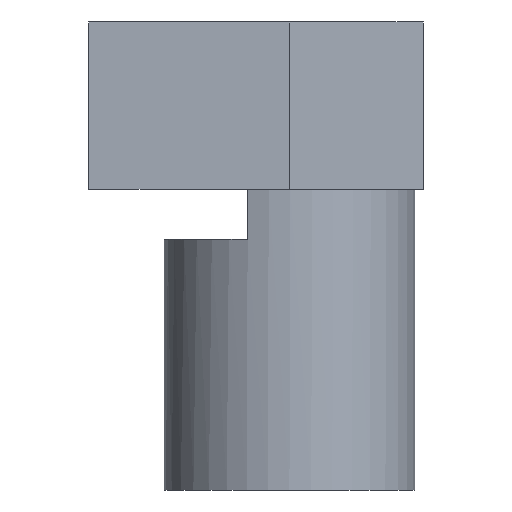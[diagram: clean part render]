
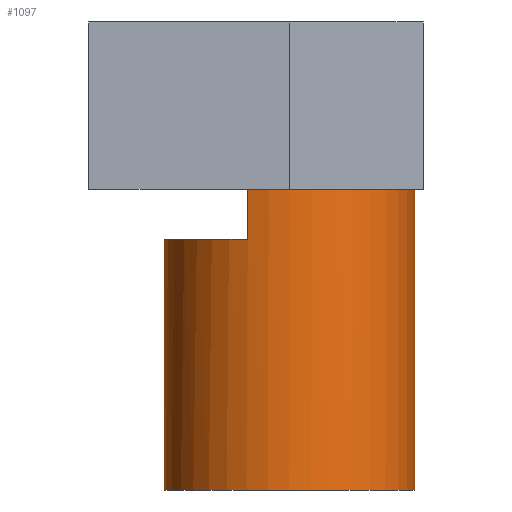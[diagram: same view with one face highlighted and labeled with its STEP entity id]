
A CAD part, left-side view. The second image highlights one B-rep face of the part: STEP entity #1097.
In plain terms, the highlighted cylindrical face has radius 7.5 mm (diameter 15 mm), a full revolution.
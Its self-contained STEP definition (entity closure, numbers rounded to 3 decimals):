
#44 = PLANE('',#45);
#45 = AXIS2_PLACEMENT_3D('',#46,#47,#48);
#46 = CARTESIAN_POINT('',(22.,10.,0.));
#47 = DIRECTION('',(-0.,-0.,-1.));
#48 = DIRECTION('',(-1.,0.,0.));
#272 = EDGE_CURVE('',#273,#275,#277,.T.);
#273 = VERTEX_POINT('',#274);
#274 = CARTESIAN_POINT('',(29.5,8.,0.));
#275 = VERTEX_POINT('',#276);
#276 = CARTESIAN_POINT('',(14.929,10.5,0.));
#277 = SURFACE_CURVE('',#278,(#283,#290),.PCURVE_S1.);
#278 = CIRCLE('',#279,7.5);
#279 = AXIS2_PLACEMENT_3D('',#280,#281,#282);
#280 = CARTESIAN_POINT('',(22.,8.,0.));
#281 = DIRECTION('',(0.,0.,-1.));
#282 = DIRECTION('',(1.,0.,0.));
#283 = PCURVE('',#44,#284);
#284 = DEFINITIONAL_REPRESENTATION('',(#285),#289);
#285 = CIRCLE('',#286,7.5);
#286 = AXIS2_PLACEMENT_2D('',#287,#288);
#287 = CARTESIAN_POINT('',(0.,-2.));
#288 = DIRECTION('',(-1.,0.));
#289 = ( GEOMETRIC_REPRESENTATION_CONTEXT(2) 
PARAMETRIC_REPRESENTATION_CONTEXT() REPRESENTATION_CONTEXT('2D SPACE',''
  ) );
#290 = PCURVE('',#291,#296);
#291 = CYLINDRICAL_SURFACE('',#292,7.5);
#292 = AXIS2_PLACEMENT_3D('',#293,#294,#295);
#293 = CARTESIAN_POINT('',(22.,8.,0.));
#294 = DIRECTION('',(0.,0.,1.));
#295 = DIRECTION('',(1.,0.,0.));
#296 = DEFINITIONAL_REPRESENTATION('',(#297),#301);
#297 = LINE('',#298,#299);
#298 = CARTESIAN_POINT('',(-0.,0.));
#299 = VECTOR('',#300,1.);
#300 = DIRECTION('',(-1.,0.));
#301 = ( GEOMETRIC_REPRESENTATION_CONTEXT(2) 
PARAMETRIC_REPRESENTATION_CONTEXT() REPRESENTATION_CONTEXT('2D SPACE',''
  ) );
#303 = EDGE_CURVE('',#304,#273,#306,.T.);
#304 = VERTEX_POINT('',#305);
#305 = CARTESIAN_POINT('',(29.071,10.5,0.));
#306 = SURFACE_CURVE('',#307,(#312,#319),.PCURVE_S1.);
#307 = CIRCLE('',#308,7.5);
#308 = AXIS2_PLACEMENT_3D('',#309,#310,#311);
#309 = CARTESIAN_POINT('',(22.,8.,0.));
#310 = DIRECTION('',(0.,0.,-1.));
#311 = DIRECTION('',(1.,0.,0.));
#312 = PCURVE('',#44,#313);
#313 = DEFINITIONAL_REPRESENTATION('',(#314),#318);
#314 = CIRCLE('',#315,7.5);
#315 = AXIS2_PLACEMENT_2D('',#316,#317);
#316 = CARTESIAN_POINT('',(0.,-2.));
#317 = DIRECTION('',(-1.,0.));
#318 = ( GEOMETRIC_REPRESENTATION_CONTEXT(2) 
PARAMETRIC_REPRESENTATION_CONTEXT() REPRESENTATION_CONTEXT('2D SPACE',''
  ) );
#319 = PCURVE('',#291,#320);
#320 = DEFINITIONAL_REPRESENTATION('',(#321),#325);
#321 = LINE('',#322,#323);
#322 = CARTESIAN_POINT('',(-0.,0.));
#323 = VECTOR('',#324,1.);
#324 = DIRECTION('',(-1.,0.));
#325 = ( GEOMETRIC_REPRESENTATION_CONTEXT(2) 
PARAMETRIC_REPRESENTATION_CONTEXT() REPRESENTATION_CONTEXT('2D SPACE',''
  ) );
#343 = PLANE('',#344);
#344 = AXIS2_PLACEMENT_3D('',#345,#346,#347);
#345 = CARTESIAN_POINT('',(23.093,10.5,-1.5));
#346 = DIRECTION('',(-0.,-1.,-0.));
#347 = DIRECTION('',(0.,0.,-1.));
#398 = PLANE('',#399);
#399 = AXIS2_PLACEMENT_3D('',#400,#401,#402);
#400 = CARTESIAN_POINT('',(23.093,10.5,-1.5));
#401 = DIRECTION('',(-0.,-1.,-0.));
#402 = DIRECTION('',(0.,0.,-1.));
#1097 = ADVANCED_FACE('',(#1098),#291,.T.);
#1098 = FACE_BOUND('',#1099,.F.);
#1099 = EDGE_LOOP('',(#1100,#1101,#1124,#1151,#1152,#1153,#1174,#1203));
#1100 = ORIENTED_EDGE('',*,*,#272,.F.);
#1101 = ORIENTED_EDGE('',*,*,#1102,.T.);
#1102 = EDGE_CURVE('',#273,#1103,#1105,.T.);
#1103 = VERTEX_POINT('',#1104);
#1104 = CARTESIAN_POINT('',(29.5,8.,-18.));
#1105 = SEAM_CURVE('',#1106,(#1110,#1117),.PCURVE_S1.);
#1106 = LINE('',#1107,#1108);
#1107 = CARTESIAN_POINT('',(29.5,8.,0.));
#1108 = VECTOR('',#1109,1.);
#1109 = DIRECTION('',(0.,0.,-1.));
#1110 = PCURVE('',#291,#1111);
#1111 = DEFINITIONAL_REPRESENTATION('',(#1112),#1116);
#1112 = LINE('',#1113,#1114);
#1113 = CARTESIAN_POINT('',(-6.283,0.));
#1114 = VECTOR('',#1115,1.);
#1115 = DIRECTION('',(-0.,-1.));
#1116 = ( GEOMETRIC_REPRESENTATION_CONTEXT(2) 
PARAMETRIC_REPRESENTATION_CONTEXT() REPRESENTATION_CONTEXT('2D SPACE',''
  ) );
#1117 = PCURVE('',#291,#1118);
#1118 = DEFINITIONAL_REPRESENTATION('',(#1119),#1123);
#1119 = LINE('',#1120,#1121);
#1120 = CARTESIAN_POINT('',(-0.,0.));
#1121 = VECTOR('',#1122,1.);
#1122 = DIRECTION('',(-0.,-1.));
#1123 = ( GEOMETRIC_REPRESENTATION_CONTEXT(2) 
PARAMETRIC_REPRESENTATION_CONTEXT() REPRESENTATION_CONTEXT('2D SPACE',''
  ) );
#1124 = ORIENTED_EDGE('',*,*,#1125,.T.);
#1125 = EDGE_CURVE('',#1103,#1103,#1126,.T.);
#1126 = SURFACE_CURVE('',#1127,(#1132,#1139),.PCURVE_S1.);
#1127 = CIRCLE('',#1128,7.5);
#1128 = AXIS2_PLACEMENT_3D('',#1129,#1130,#1131);
#1129 = CARTESIAN_POINT('',(22.,8.,-18.));
#1130 = DIRECTION('',(0.,0.,-1.));
#1131 = DIRECTION('',(1.,0.,0.));
#1132 = PCURVE('',#291,#1133);
#1133 = DEFINITIONAL_REPRESENTATION('',(#1134),#1138);
#1134 = LINE('',#1135,#1136);
#1135 = CARTESIAN_POINT('',(-0.,-18.));
#1136 = VECTOR('',#1137,1.);
#1137 = DIRECTION('',(-1.,0.));
#1138 = ( GEOMETRIC_REPRESENTATION_CONTEXT(2) 
PARAMETRIC_REPRESENTATION_CONTEXT() REPRESENTATION_CONTEXT('2D SPACE',''
  ) );
#1139 = PCURVE('',#1140,#1145);
#1140 = PLANE('',#1141);
#1141 = AXIS2_PLACEMENT_3D('',#1142,#1143,#1144);
#1142 = CARTESIAN_POINT('',(22.,8.,-18.));
#1143 = DIRECTION('',(-0.,-0.,-1.));
#1144 = DIRECTION('',(-1.,0.,0.));
#1145 = DEFINITIONAL_REPRESENTATION('',(#1146),#1150);
#1146 = CIRCLE('',#1147,7.5);
#1147 = AXIS2_PLACEMENT_2D('',#1148,#1149);
#1148 = CARTESIAN_POINT('',(0.,0.));
#1149 = DIRECTION('',(-1.,0.));
#1150 = ( GEOMETRIC_REPRESENTATION_CONTEXT(2) 
PARAMETRIC_REPRESENTATION_CONTEXT() REPRESENTATION_CONTEXT('2D SPACE',''
  ) );
#1151 = ORIENTED_EDGE('',*,*,#1102,.F.);
#1152 = ORIENTED_EDGE('',*,*,#303,.F.);
#1153 = ORIENTED_EDGE('',*,*,#1154,.F.);
#1154 = EDGE_CURVE('',#1155,#304,#1157,.T.);
#1155 = VERTEX_POINT('',#1156);
#1156 = CARTESIAN_POINT('',(29.071,10.5,-3.));
#1157 = SURFACE_CURVE('',#1158,(#1162,#1168),.PCURVE_S1.);
#1158 = LINE('',#1159,#1160);
#1159 = CARTESIAN_POINT('',(29.071,10.5,0.));
#1160 = VECTOR('',#1161,1.);
#1161 = DIRECTION('',(0.,0.,1.));
#1162 = PCURVE('',#291,#1163);
#1163 = DEFINITIONAL_REPRESENTATION('',(#1164),#1167);
#1164 = B_SPLINE_CURVE_WITH_KNOTS('',1,(#1165,#1166),.UNSPECIFIED.,.F.,
  .F.,(2,2),(-3.3,0.),.PIECEWISE_BEZIER_KNOTS.);
#1165 = CARTESIAN_POINT('',(-5.943,-3.3));
#1166 = CARTESIAN_POINT('',(-5.943,0.));
#1167 = ( GEOMETRIC_REPRESENTATION_CONTEXT(2) 
PARAMETRIC_REPRESENTATION_CONTEXT() REPRESENTATION_CONTEXT('2D SPACE',''
  ) );
#1168 = PCURVE('',#343,#1169);
#1169 = DEFINITIONAL_REPRESENTATION('',(#1170),#1173);
#1170 = B_SPLINE_CURVE_WITH_KNOTS('',1,(#1171,#1172),.UNSPECIFIED.,.F.,
  .F.,(2,2),(-3.3,0.),.PIECEWISE_BEZIER_KNOTS.);
#1171 = CARTESIAN_POINT('',(1.8,5.979));
#1172 = CARTESIAN_POINT('',(-1.5,5.979));
#1173 = ( GEOMETRIC_REPRESENTATION_CONTEXT(2) 
PARAMETRIC_REPRESENTATION_CONTEXT() REPRESENTATION_CONTEXT('2D SPACE',''
  ) );
#1174 = ORIENTED_EDGE('',*,*,#1175,.T.);
#1175 = EDGE_CURVE('',#1155,#1176,#1178,.T.);
#1176 = VERTEX_POINT('',#1177);
#1177 = CARTESIAN_POINT('',(14.929,10.5,-3.));
#1178 = SURFACE_CURVE('',#1179,(#1184,#1191),.PCURVE_S1.);
#1179 = CIRCLE('',#1180,7.5);
#1180 = AXIS2_PLACEMENT_3D('',#1181,#1182,#1183);
#1181 = CARTESIAN_POINT('',(22.,8.,-3.));
#1182 = DIRECTION('',(0.,0.,1.));
#1183 = DIRECTION('',(1.,0.,0.));
#1184 = PCURVE('',#291,#1185);
#1185 = DEFINITIONAL_REPRESENTATION('',(#1186),#1190);
#1186 = LINE('',#1187,#1188);
#1187 = CARTESIAN_POINT('',(-6.283,-3.));
#1188 = VECTOR('',#1189,1.);
#1189 = DIRECTION('',(1.,-0.));
#1190 = ( GEOMETRIC_REPRESENTATION_CONTEXT(2) 
PARAMETRIC_REPRESENTATION_CONTEXT() REPRESENTATION_CONTEXT('2D SPACE',''
  ) );
#1191 = PCURVE('',#1192,#1197);
#1192 = PLANE('',#1193);
#1193 = AXIS2_PLACEMENT_3D('',#1194,#1195,#1196);
#1194 = CARTESIAN_POINT('',(14.181,17.5,-3.));
#1195 = DIRECTION('',(0.,0.,1.));
#1196 = DIRECTION('',(1.,0.,0.));
#1197 = DEFINITIONAL_REPRESENTATION('',(#1198),#1202);
#1198 = CIRCLE('',#1199,7.5);
#1199 = AXIS2_PLACEMENT_2D('',#1200,#1201);
#1200 = CARTESIAN_POINT('',(7.819,-9.5));
#1201 = DIRECTION('',(1.,0.));
#1202 = ( GEOMETRIC_REPRESENTATION_CONTEXT(2) 
PARAMETRIC_REPRESENTATION_CONTEXT() REPRESENTATION_CONTEXT('2D SPACE',''
  ) );
#1203 = ORIENTED_EDGE('',*,*,#1204,.T.);
#1204 = EDGE_CURVE('',#1176,#275,#1205,.T.);
#1205 = SURFACE_CURVE('',#1206,(#1210,#1216),.PCURVE_S1.);
#1206 = LINE('',#1207,#1208);
#1207 = CARTESIAN_POINT('',(14.929,10.5,0.));
#1208 = VECTOR('',#1209,1.);
#1209 = DIRECTION('',(0.,0.,1.));
#1210 = PCURVE('',#291,#1211);
#1211 = DEFINITIONAL_REPRESENTATION('',(#1212),#1215);
#1212 = B_SPLINE_CURVE_WITH_KNOTS('',1,(#1213,#1214),.UNSPECIFIED.,.F.,
  .F.,(2,2),(-3.3,0.),.PIECEWISE_BEZIER_KNOTS.);
#1213 = CARTESIAN_POINT('',(-3.481,-3.3));
#1214 = CARTESIAN_POINT('',(-3.481,0.));
#1215 = ( GEOMETRIC_REPRESENTATION_CONTEXT(2) 
PARAMETRIC_REPRESENTATION_CONTEXT() REPRESENTATION_CONTEXT('2D SPACE',''
  ) );
#1216 = PCURVE('',#398,#1217);
#1217 = DEFINITIONAL_REPRESENTATION('',(#1218),#1221);
#1218 = B_SPLINE_CURVE_WITH_KNOTS('',1,(#1219,#1220),.UNSPECIFIED.,.F.,
  .F.,(2,2),(-3.3,0.),.PIECEWISE_BEZIER_KNOTS.);
#1219 = CARTESIAN_POINT('',(1.8,-8.164));
#1220 = CARTESIAN_POINT('',(-1.5,-8.164));
#1221 = ( GEOMETRIC_REPRESENTATION_CONTEXT(2) 
PARAMETRIC_REPRESENTATION_CONTEXT() REPRESENTATION_CONTEXT('2D SPACE',''
  ) );
